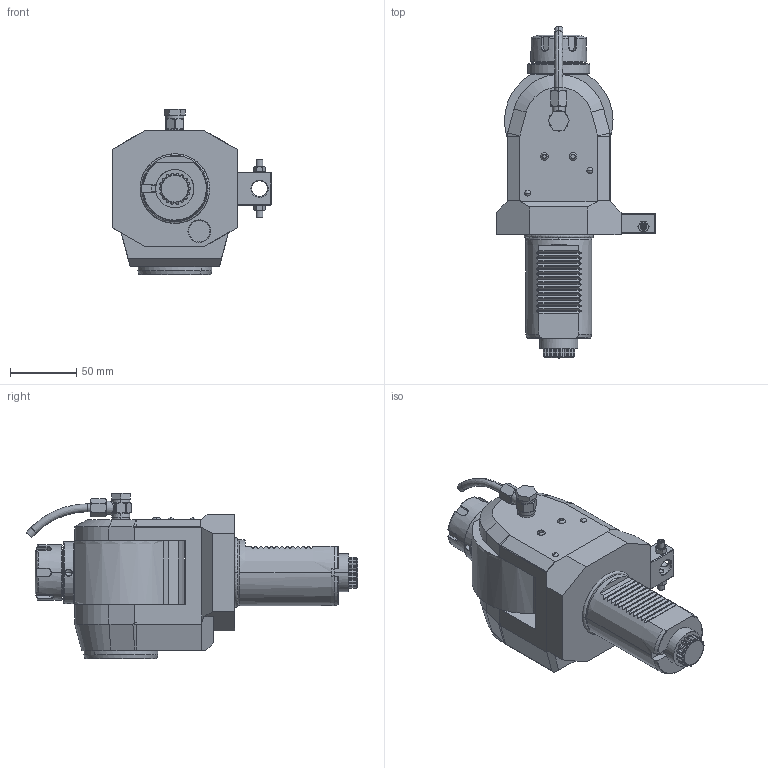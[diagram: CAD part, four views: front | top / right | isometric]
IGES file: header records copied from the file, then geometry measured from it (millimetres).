
Start section:  PTC IGES file: ngt1_50_531_25_2.igs
Global section: file name: ngt1_50_531_25_2.igs; native system: Pro/ENGINEER by Parametric Technology Corporation; preprocessor: 2010280; author: vali; organization: Unknown; date: 20200904.100837; units: millimetre
Bounding box: 120 x 250.67 x 124.9 mm (x, y, z)
Volume: 1041852.6 mm3; surface area: 91268.4 mm2
Topology: 1 solids, 2 shells, 712 faces, 1846 edges, 1147 vertices
Faces by surface type: revolution 365, bspline 347
